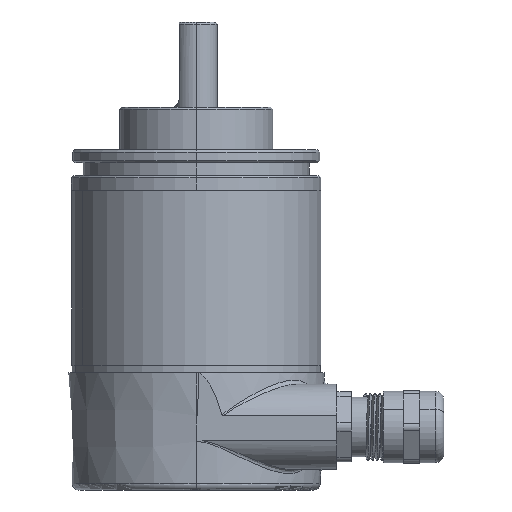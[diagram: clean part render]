
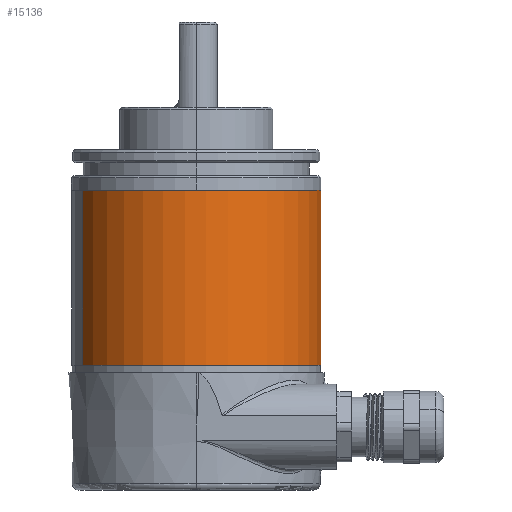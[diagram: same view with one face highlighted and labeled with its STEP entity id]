
A CAD part, left-side view. The second image highlights one B-rep face of the part: STEP entity #15136.
In plain terms, the highlighted cylindrical face has radius 29.3 mm (diameter 58.6 mm), a partial arc.
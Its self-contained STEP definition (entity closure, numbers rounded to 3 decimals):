
#21 = DIRECTION ( 'NONE',  ( 0., 0., -1. ) ) ;
#152 = ORIENTED_EDGE ( 'NONE', *, *, #10052, .F. ) ;
#553 = CARTESIAN_POINT ( 'NONE',  ( 0., 0., -50.5 ) ) ;
#726 = CARTESIAN_POINT ( 'NONE',  ( 12.235, -26.623, -50.5 ) ) ;
#861 = FACE_OUTER_BOUND ( 'NONE', #7712, .T. ) ;
#1337 = CARTESIAN_POINT ( 'NONE',  ( 12.235, -26.623, -9.5 ) ) ;
#1675 = DIRECTION ( 'NONE',  ( 0., 0., 1. ) ) ;
#2318 = DIRECTION ( 'NONE',  ( -0.418, 0.909, 0. ) ) ;
#2446 = CARTESIAN_POINT ( 'NONE',  ( -12.235, 26.623, -9.5 ) ) ;
#2857 = ORIENTED_EDGE ( 'NONE', *, *, #9235, .T. ) ;
#3360 = EDGE_CURVE ( 'NONE', #4958, #7183, #3586, .T. ) ;
#3586 = CIRCLE ( 'NONE', #11822, 29.3 ) ;
#3618 = CARTESIAN_POINT ( 'NONE',  ( -12.235, 26.623, -50.5 ) ) ;
#3898 = CARTESIAN_POINT ( 'NONE',  ( -12.235, 26.623, -9.5 ) ) ;
#4451 = VERTEX_POINT ( 'NONE', #726 ) ;
#4929 = DIRECTION ( 'NONE',  ( 0.418, -0.909, 0. ) ) ;
#4958 = VERTEX_POINT ( 'NONE', #3898 ) ;
#4984 = CARTESIAN_POINT ( 'NONE',  ( 0., 0., -9.5 ) ) ;
#6364 = AXIS2_PLACEMENT_3D ( 'NONE', #8902, #15272, #4929 ) ;
#7183 = VERTEX_POINT ( 'NONE', #12385 ) ;
#7712 = EDGE_LOOP ( 'NONE', ( #13471, #10499, #2857, #152 ) ) ;
#8315 = EDGE_CURVE ( 'NONE', #4958, #9552, #8998, .T. ) ;
#8430 = VECTOR ( 'NONE', #9435, 1000. ) ;
#8902 = CARTESIAN_POINT ( 'NONE',  ( 0., 0., -9.5 ) ) ;
#8998 = LINE ( 'NONE', #2446, #10080 ) ;
#9235 = EDGE_CURVE ( 'NONE', #9552, #4451, #9555, .T. ) ;
#9282 = AXIS2_PLACEMENT_3D ( 'NONE', #553, #1675, #16327 ) ;
#9435 = DIRECTION ( 'NONE',  ( 0., 0., -1. ) ) ;
#9552 = VERTEX_POINT ( 'NONE', #3618 ) ;
#9555 = CIRCLE ( 'NONE', #9282, 29.3 ) ;
#10052 = EDGE_CURVE ( 'NONE', #7183, #4451, #10145, .T. ) ;
#10080 = VECTOR ( 'NONE', #21, 1000. ) ;
#10145 = LINE ( 'NONE', #1337, #8430 ) ;
#10244 = DIRECTION ( 'NONE',  ( 0., 0., 1. ) ) ;
#10499 = ORIENTED_EDGE ( 'NONE', *, *, #8315, .T. ) ;
#11822 = AXIS2_PLACEMENT_3D ( 'NONE', #4984, #10244, #2318 ) ;
#12385 = CARTESIAN_POINT ( 'NONE',  ( 12.235, -26.623, -9.5 ) ) ;
#13471 = ORIENTED_EDGE ( 'NONE', *, *, #3360, .F. ) ;
#14144 = CYLINDRICAL_SURFACE ( 'NONE', #6364, 29.3 ) ;
#15136 = ADVANCED_FACE ( 'NONE', ( #861 ), #14144, .T. ) ;
#15272 = DIRECTION ( 'NONE',  ( 0., 0., -1. ) ) ;
#16327 = DIRECTION ( 'NONE',  ( -0.418, 0.909, 0. ) ) ;
